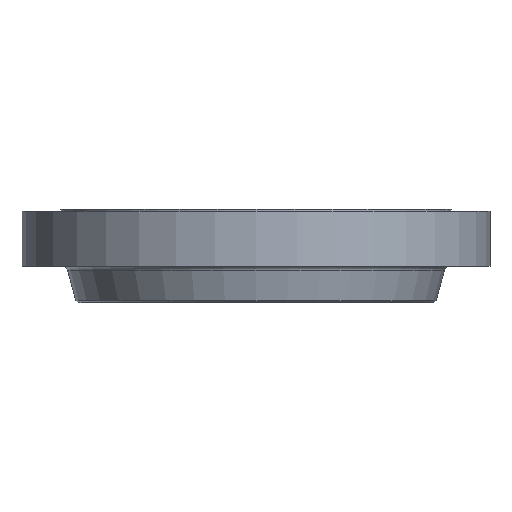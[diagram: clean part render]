
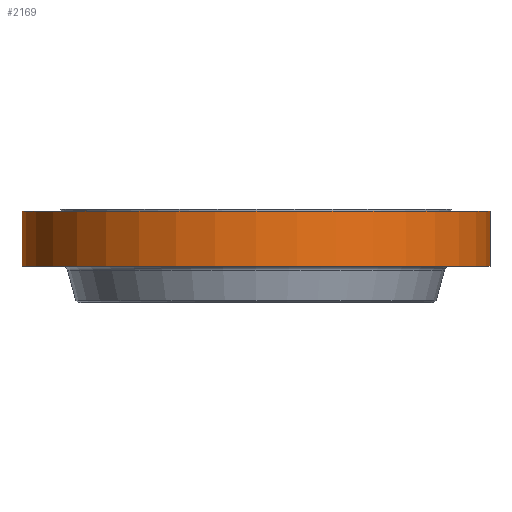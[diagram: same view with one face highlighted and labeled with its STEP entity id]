
A CAD part, front view. The second image highlights one B-rep face of the part: STEP entity #2169.
In plain terms, the highlighted cylindrical face has radius 860.425 mm (diameter 1720.85 mm), a partial arc.
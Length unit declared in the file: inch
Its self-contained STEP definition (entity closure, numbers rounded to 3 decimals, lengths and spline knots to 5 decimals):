
#63 = EDGE_CURVE ( 'NONE', #925, #303, #525, .T. ) ;
#74 = CARTESIAN_POINT ( 'NONE',  ( 0., 0., 0. ) ) ;
#148 = CARTESIAN_POINT ( 'NONE',  ( 33.875, 0., -0.25 ) ) ;
#279 = DIRECTION ( 'NONE',  ( 0., 0., 1. ) ) ;
#303 = VERTEX_POINT ( 'NONE', #1392 ) ;
#305 = LINE ( 'NONE', #1587, #2476 ) ;
#312 = DIRECTION ( 'NONE',  ( 0., 0., 1. ) ) ;
#366 = CARTESIAN_POINT ( 'NONE',  ( 0., 0., -0.25 ) ) ;
#456 = AXIS2_PLACEMENT_3D ( 'NONE', #366, #2139, #1239 ) ;
#525 = CIRCLE ( 'NONE', #1662, 33.875 ) ;
#645 = CARTESIAN_POINT ( 'NONE',  ( -33.875, 0., -0.25 ) ) ;
#818 = VECTOR ( 'NONE', #2020, 39.37008 ) ;
#821 = CARTESIAN_POINT ( 'NONE',  ( -33.875, 0., -8.25 ) ) ;
#925 = VERTEX_POINT ( 'NONE', #821 ) ;
#980 = DIRECTION ( 'NONE',  ( 1., 0., 0. ) ) ;
#1098 = EDGE_CURVE ( 'NONE', #925, #2780, #305, .T. ) ;
#1129 = CIRCLE ( 'NONE', #456, 33.875 ) ;
#1168 = CYLINDRICAL_SURFACE ( 'NONE', #1191, 33.875 ) ;
#1191 = AXIS2_PLACEMENT_3D ( 'NONE', #74, #312, #1832 ) ;
#1212 = EDGE_LOOP ( 'NONE', ( #2102, #1999, #2325, #1917 ) ) ;
#1239 = DIRECTION ( 'NONE',  ( 1., 0., 0. ) ) ;
#1284 = EDGE_CURVE ( 'NONE', #2780, #1332, #1129, .T. ) ;
#1332 = VERTEX_POINT ( 'NONE', #148 ) ;
#1376 = DIRECTION ( 'NONE',  ( 0., 0., 1. ) ) ;
#1392 = CARTESIAN_POINT ( 'NONE',  ( 33.875, 0., -8.25 ) ) ;
#1587 = CARTESIAN_POINT ( 'NONE',  ( -33.875, 0., 0. ) ) ;
#1651 = EDGE_CURVE ( 'NONE', #303, #1332, #2233, .T. ) ;
#1662 = AXIS2_PLACEMENT_3D ( 'NONE', #2064, #279, #980 ) ;
#1832 = DIRECTION ( 'NONE',  ( 1., 0., 0. ) ) ;
#1917 = ORIENTED_EDGE ( 'NONE', *, *, #1284, .F. ) ;
#1999 = ORIENTED_EDGE ( 'NONE', *, *, #63, .T. ) ;
#2020 = DIRECTION ( 'NONE',  ( 0., 0., 1. ) ) ;
#2050 = FACE_OUTER_BOUND ( 'NONE', #1212, .T. ) ;
#2064 = CARTESIAN_POINT ( 'NONE',  ( 0., 0., -8.25 ) ) ;
#2102 = ORIENTED_EDGE ( 'NONE', *, *, #1098, .F. ) ;
#2139 = DIRECTION ( 'NONE',  ( 0., 0., 1. ) ) ;
#2169 = ADVANCED_FACE ( 'NONE', ( #2050 ), #1168, .T. ) ;
#2233 = LINE ( 'NONE', #2722, #818 ) ;
#2325 = ORIENTED_EDGE ( 'NONE', *, *, #1651, .T. ) ;
#2476 = VECTOR ( 'NONE', #1376, 39.37008 ) ;
#2722 = CARTESIAN_POINT ( 'NONE',  ( 33.875, 0., 0. ) ) ;
#2780 = VERTEX_POINT ( 'NONE', #645 ) ;
